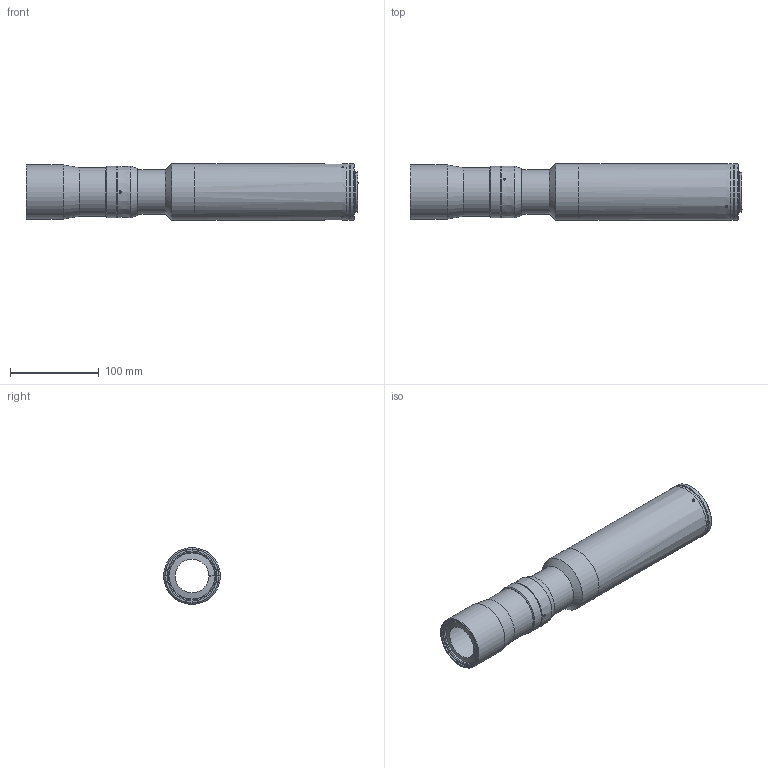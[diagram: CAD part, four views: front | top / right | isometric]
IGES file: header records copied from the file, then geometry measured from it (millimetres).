
Start section: SolidWorks IGES file using analytic representation for surfaces
Global section: file name: DP33136-A_TCSE16M024-F.igs; native system: SolidWorks 2021; preprocessor: SolidWorks 2021; author: lrizzotto; date: 230804.095018; units: millimetre
Bounding box: 374.31 x 64 x 64 mm (x, y, z)
Surface area: 112180.2 mm2 (no closed solid volume)
Topology: 0 solids, 1 shells, 120 faces, 747 edges, 694 vertices
Faces by surface type: bspline 67, revolution 53
